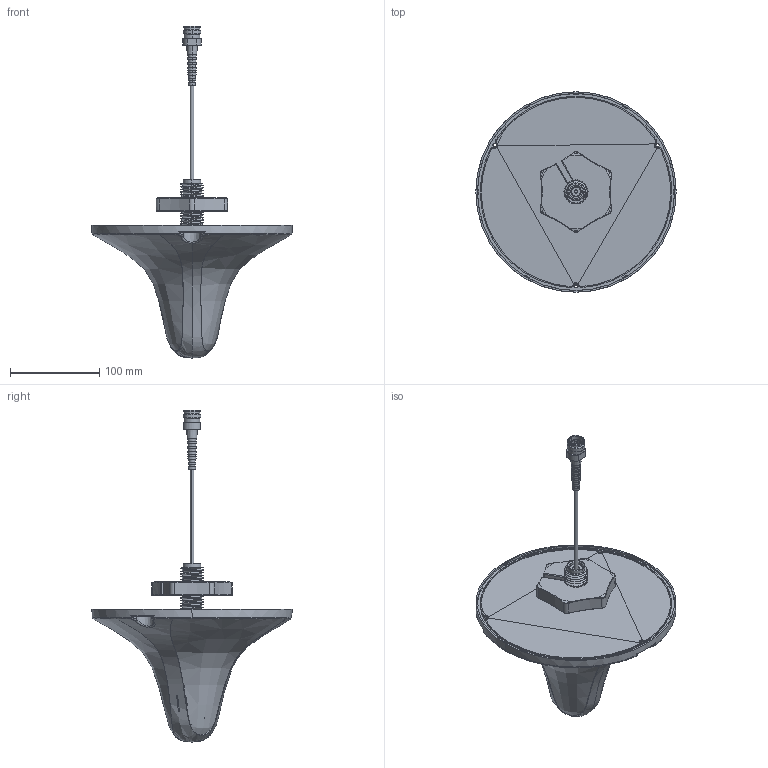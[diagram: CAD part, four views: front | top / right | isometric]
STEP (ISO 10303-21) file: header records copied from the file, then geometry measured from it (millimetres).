
FILE_DESCRIPTION (( 'STEP AP214' ), '1' );
FILE_NAME ('PE51225.STEP', '2021-04-19T18:56:17', ( '' ), ( '' ), 'SwSTEP 2.0', 'SolidWorks 2020', '' );
FILE_SCHEMA (( 'AUTOMOTIVE_DESIGN' ));
Length unit declared in the file: millimetre
Products named in the file (1): PE51225
Bounding box: 225.07 x 225.07 x 373 mm (x, y, z)
Volume: 346843.7 mm3; surface area: 259650.3 mm2
Topology: 4 solids, 4 shells, 694 faces, 1925 edges, 1219 vertices
Faces by surface type: cylinder 278, plane 137, bspline 104, cone 97, torus 54, sphere 24
Entity records: 47727 total; most frequent: CARTESIAN_POINT 23691, ORIENTED_EDGE 3798, DIRECTION 2951, EDGE_CURVE 1899, VERTEX_POINT 1219, AXIS2_PLACEMENT_3D 1204, EDGE_LOOP 754, UNCERTAINTY_MEASURE_WITH_UNIT 700
